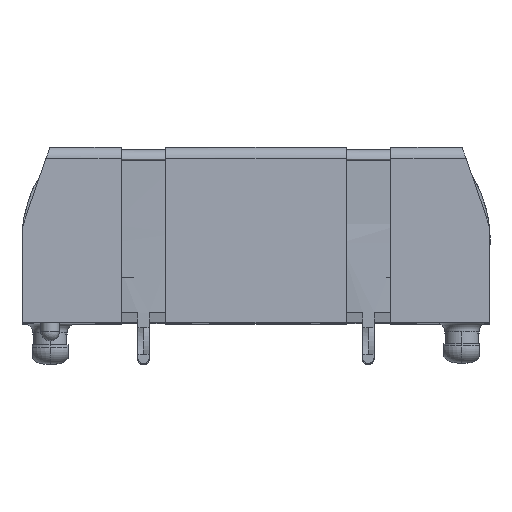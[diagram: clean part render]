
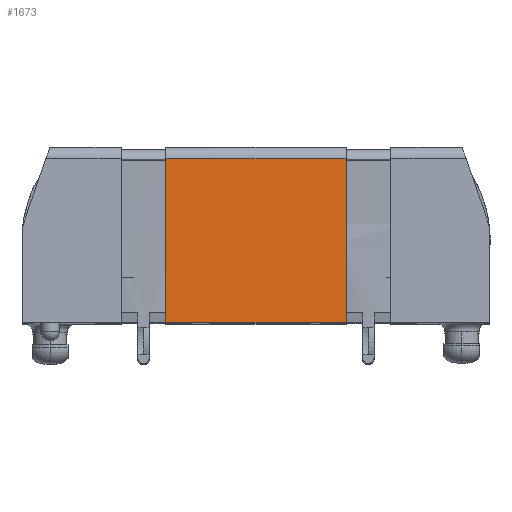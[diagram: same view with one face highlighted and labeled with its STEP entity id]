
A CAD part, top view. The second image highlights one B-rep face of the part: STEP entity #1673.
In plain terms, the highlighted planar face has unit normal (0, 0.018, 1).
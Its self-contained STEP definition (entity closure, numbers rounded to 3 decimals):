
#738 = B_SPLINE_CURVE_WITH_KNOTS ( 'NONE', 3,
 ( #17599, #4154, #20295, #4268 ),
 .UNSPECIFIED., .F., .F.,
 ( 4, 4 ),
 ( 0., 1. ),
 .UNSPECIFIED. ) ;
#1673 = ADVANCED_FACE ( 'NONE', ( #9659 ), #2672, .T. ) ;
#1882 = B_SPLINE_CURVE_WITH_KNOTS ( 'NONE', 3,
 ( #27026, #8301, #27367, #11357 ),
 .UNSPECIFIED., .F., .F.,
 ( 4, 4 ),
 ( 0., 1. ),
 .UNSPECIFIED. ) ;
#2672 = PLANE ( 'NONE',  #21102 ) ;
#4051 = CARTESIAN_POINT ( 'NONE',  ( -2.641, -11.134, 40.936 ) ) ;
#4154 = CARTESIAN_POINT ( 'NONE',  ( 2.465, 2.777, 40.693 ) ) ;
#4268 = CARTESIAN_POINT ( 'NONE',  ( -7.746, 2.777, 40.693 ) ) ;
#5335 = DIRECTION ( 'NONE',  ( 1., 0., 0. ) ) ;
#6733 = CARTESIAN_POINT ( 'NONE',  ( 7.57, -11.134, 40.936 ) ) ;
#7196 = CARTESIAN_POINT ( 'NONE',  ( 7.57, 2.777, 40.693 ) ) ;
#7458 = VERTEX_POINT ( 'NONE', #7196 ) ;
#7910 = CARTESIAN_POINT ( 'NONE',  ( -17.606, -12.811, 40.965 ) ) ;
#8301 = CARTESIAN_POINT ( 'NONE',  ( 7.57, -6.497, 40.855 ) ) ;
#9306 = B_SPLINE_CURVE_WITH_KNOTS ( 'NONE', 3,
 ( #18372, #34392, #26448, #10454 ),
 .UNSPECIFIED., .F., .F.,
 ( 4, 4 ),
 ( 0., 1. ),
 .UNSPECIFIED. ) ;
#9659 = FACE_OUTER_BOUND ( 'NONE', #19211, .T. ) ;
#10454 = CARTESIAN_POINT ( 'NONE',  ( -7.746, -11.134, 40.936 ) ) ;
#11357 = CARTESIAN_POINT ( 'NONE',  ( 7.57, 2.777, 40.693 ) ) ;
#13962 = EDGE_CURVE ( 'NONE', #25212, #16521, #15040, .T. ) ;
#14685 = ORIENTED_EDGE ( 'NONE', *, *, #16003, .T. ) ;
#15040 = B_SPLINE_CURVE_WITH_KNOTS ( 'NONE', 3,
 ( #22762, #4051, #20064, #6733 ),
 .UNSPECIFIED., .F., .F.,
 ( 4, 4 ),
 ( 0., 1. ),
 .UNSPECIFIED. ) ;
#15325 = VERTEX_POINT ( 'NONE', #30270 ) ;
#16003 = EDGE_CURVE ( 'NONE', #15325, #25212, #9306, .T. ) ;
#16521 = VERTEX_POINT ( 'NONE', #34219 ) ;
#17599 = CARTESIAN_POINT ( 'NONE',  ( 7.57, 2.777, 40.693 ) ) ;
#17994 = ORIENTED_EDGE ( 'NONE', *, *, #30321, .T. ) ;
#18372 = CARTESIAN_POINT ( 'NONE',  ( -7.746, 2.777, 40.693 ) ) ;
#19211 = EDGE_LOOP ( 'NONE', ( #14685, #26108, #32025, #17994 ) ) ;
#20064 = CARTESIAN_POINT ( 'NONE',  ( 2.465, -11.134, 40.936 ) ) ;
#20295 = CARTESIAN_POINT ( 'NONE',  ( -2.641, 2.777, 40.693 ) ) ;
#21102 = AXIS2_PLACEMENT_3D ( 'NONE', #7910, #21357, #5335 ) ;
#21357 = DIRECTION ( 'NONE',  ( 0., 0.017, 1. ) ) ;
#22762 = CARTESIAN_POINT ( 'NONE',  ( -7.746, -11.134, 40.936 ) ) ;
#23665 = CARTESIAN_POINT ( 'NONE',  ( -7.746, -11.134, 40.936 ) ) ;
#25212 = VERTEX_POINT ( 'NONE', #23665 ) ;
#26108 = ORIENTED_EDGE ( 'NONE', *, *, #13962, .T. ) ;
#26448 = CARTESIAN_POINT ( 'NONE',  ( -7.746, -6.497, 40.855 ) ) ;
#27026 = CARTESIAN_POINT ( 'NONE',  ( 7.57, -11.134, 40.936 ) ) ;
#27367 = CARTESIAN_POINT ( 'NONE',  ( 7.57, -1.86, 40.774 ) ) ;
#28097 = EDGE_CURVE ( 'NONE', #16521, #7458, #1882, .T. ) ;
#30270 = CARTESIAN_POINT ( 'NONE',  ( -7.746, 2.777, 40.693 ) ) ;
#30321 = EDGE_CURVE ( 'NONE', #7458, #15325, #738, .T. ) ;
#32025 = ORIENTED_EDGE ( 'NONE', *, *, #28097, .T. ) ;
#34219 = CARTESIAN_POINT ( 'NONE',  ( 7.57, -11.134, 40.936 ) ) ;
#34392 = CARTESIAN_POINT ( 'NONE',  ( -7.746, -1.86, 40.774 ) ) ;
